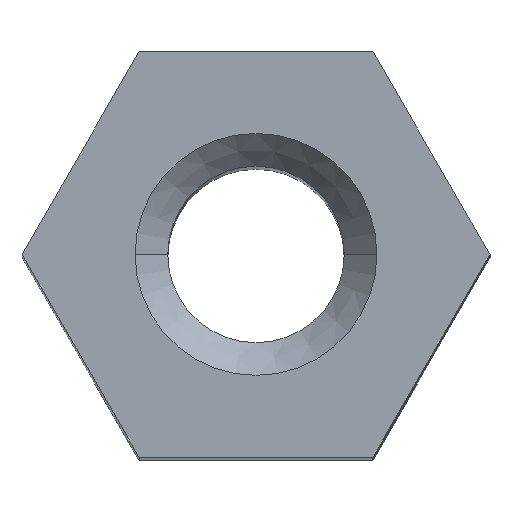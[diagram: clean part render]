
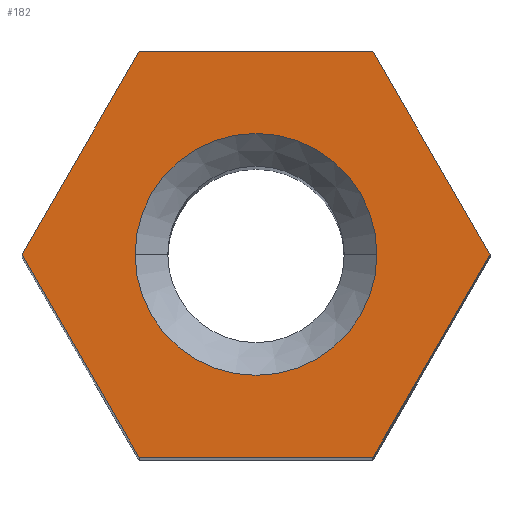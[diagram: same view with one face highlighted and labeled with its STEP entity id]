
A CAD part, top view. The second image highlights one B-rep face of the part: STEP entity #182.
In plain terms, the highlighted planar face has unit normal (0, 0, 1).
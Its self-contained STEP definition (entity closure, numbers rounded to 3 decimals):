
#5 = FACE_BOUND ( 'NONE', #211, .T. ) ;
#6 = EDGE_CURVE ( 'NONE', #302, #140, #145, .T. ) ;
#13 = DIRECTION ( 'NONE',  ( -1., 0., 0. ) ) ;
#19 = EDGE_CURVE ( 'NONE', #389, #304, #191, .T. ) ;
#20 = AXIS2_PLACEMENT_3D ( 'NONE', #428, #154, #157 ) ;
#23 = CARTESIAN_POINT ( 'NONE',  ( -31.616, -8.015, 32.24 ) ) ;
#27 = CARTESIAN_POINT ( 'NONE',  ( -26.187, -8.015, 32.24 ) ) ;
#28 = ORIENTED_EDGE ( 'NONE', *, *, #19, .F. ) ;
#29 = CARTESIAN_POINT ( 'NONE',  ( -29.826, -11.115, 32.24 ) ) ;
#37 = EDGE_CURVE ( 'NONE', #239, #261, #70, .T. ) ;
#38 = AXIS2_PLACEMENT_3D ( 'NONE', #216, #417, #13 ) ;
#46 = ORIENTED_EDGE ( 'NONE', *, *, #348, .F. ) ;
#70 = LINE ( 'NONE', #74, #203 ) ;
#73 = ORIENTED_EDGE ( 'NONE', *, *, #359, .F. ) ;
#74 = CARTESIAN_POINT ( 'NONE',  ( -29.826, -11.115, 32.24 ) ) ;
#77 = EDGE_CURVE ( 'NONE', #140, #302, #166, .T. ) ;
#81 = EDGE_CURVE ( 'NONE', #270, #239, #280, .T. ) ;
#83 = DIRECTION ( 'NONE',  ( -1., 0., 0. ) ) ;
#85 = DIRECTION ( 'NONE',  ( -0.5, 0.866, 0. ) ) ;
#92 = CARTESIAN_POINT ( 'NONE',  ( -29.826, -4.915, 32.24 ) ) ;
#97 = AXIS2_PLACEMENT_3D ( 'NONE', #238, #412, #309 ) ;
#107 = DIRECTION ( 'NONE',  ( 0.5, -0.866, 0. ) ) ;
#125 = ORIENTED_EDGE ( 'NONE', *, *, #81, .F. ) ;
#132 = VECTOR ( 'NONE', #233, 1000. ) ;
#136 = EDGE_LOOP ( 'NONE', ( #28, #46, #73, #377, #125, #357 ) ) ;
#140 = VERTEX_POINT ( 'NONE', #27 ) ;
#145 = CIRCLE ( 'NONE', #97, 1.85 ) ;
#154 = DIRECTION ( 'NONE',  ( 0., 0., -1. ) ) ;
#155 = VERTEX_POINT ( 'NONE', #92 ) ;
#157 = DIRECTION ( 'NONE',  ( -1., 0., 0. ) ) ;
#166 = CIRCLE ( 'NONE', #38, 1.85 ) ;
#168 = DIRECTION ( 'NONE',  ( 1., 0., 0. ) ) ;
#171 = CARTESIAN_POINT ( 'NONE',  ( -29.826, -4.915, 32.24 ) ) ;
#182 = ADVANCED_FACE ( 'NONE', ( #5, #190 ), #186, .F. ) ;
#186 = PLANE ( 'NONE',  #20 ) ;
#190 = FACE_OUTER_BOUND ( 'NONE', #136, .T. ) ;
#191 = LINE ( 'NONE', #208, #253 ) ;
#195 = LINE ( 'NONE', #296, #380 ) ;
#203 = VECTOR ( 'NONE', #85, 1000. ) ;
#208 = CARTESIAN_POINT ( 'NONE',  ( -26.247, -4.915, 32.24 ) ) ;
#211 = EDGE_LOOP ( 'NONE', ( #311, #217 ) ) ;
#216 = CARTESIAN_POINT ( 'NONE',  ( -28.037, -8.015, 32.24 ) ) ;
#217 = ORIENTED_EDGE ( 'NONE', *, *, #6, .T. ) ;
#221 = CARTESIAN_POINT ( 'NONE',  ( -26.247, -11.115, 32.24 ) ) ;
#233 = DIRECTION ( 'NONE',  ( 0.5, 0.866, 0. ) ) ;
#238 = CARTESIAN_POINT ( 'NONE',  ( -28.037, -8.015, 32.24 ) ) ;
#239 = VERTEX_POINT ( 'NONE', #29 ) ;
#253 = VECTOR ( 'NONE', #107, 1000. ) ;
#254 = LINE ( 'NONE', #171, #290 ) ;
#257 = CARTESIAN_POINT ( 'NONE',  ( -29.887, -8.015, 32.24 ) ) ;
#261 = VERTEX_POINT ( 'NONE', #23 ) ;
#270 = VERTEX_POINT ( 'NONE', #221 ) ;
#280 = LINE ( 'NONE', #317, #337 ) ;
#290 = VECTOR ( 'NONE', #168, 1000. ) ;
#291 = CARTESIAN_POINT ( 'NONE',  ( -24.457, -8.015, 32.24 ) ) ;
#296 = CARTESIAN_POINT ( 'NONE',  ( -24.457, -8.015, 32.24 ) ) ;
#302 = VERTEX_POINT ( 'NONE', #257 ) ;
#303 = LINE ( 'NONE', #366, #132 ) ;
#304 = VERTEX_POINT ( 'NONE', #291 ) ;
#309 = DIRECTION ( 'NONE',  ( -1., 0., 0. ) ) ;
#311 = ORIENTED_EDGE ( 'NONE', *, *, #77, .T. ) ;
#317 = CARTESIAN_POINT ( 'NONE',  ( -26.247, -11.115, 32.24 ) ) ;
#326 = CARTESIAN_POINT ( 'NONE',  ( -26.247, -4.915, 32.24 ) ) ;
#337 = VECTOR ( 'NONE', #83, 1000. ) ;
#348 = EDGE_CURVE ( 'NONE', #155, #389, #254, .T. ) ;
#357 = ORIENTED_EDGE ( 'NONE', *, *, #441, .F. ) ;
#359 = EDGE_CURVE ( 'NONE', #261, #155, #303, .T. ) ;
#366 = CARTESIAN_POINT ( 'NONE',  ( -31.616, -8.015, 32.24 ) ) ;
#377 = ORIENTED_EDGE ( 'NONE', *, *, #37, .F. ) ;
#380 = VECTOR ( 'NONE', #437, 1000. ) ;
#389 = VERTEX_POINT ( 'NONE', #326 ) ;
#412 = DIRECTION ( 'NONE',  ( 0., 0., -1. ) ) ;
#417 = DIRECTION ( 'NONE',  ( 0., 0., -1. ) ) ;
#428 = CARTESIAN_POINT ( 'NONE',  ( 0., 0., 32.24 ) ) ;
#437 = DIRECTION ( 'NONE',  ( -0.5, -0.866, 0. ) ) ;
#441 = EDGE_CURVE ( 'NONE', #304, #270, #195, .T. ) ;
